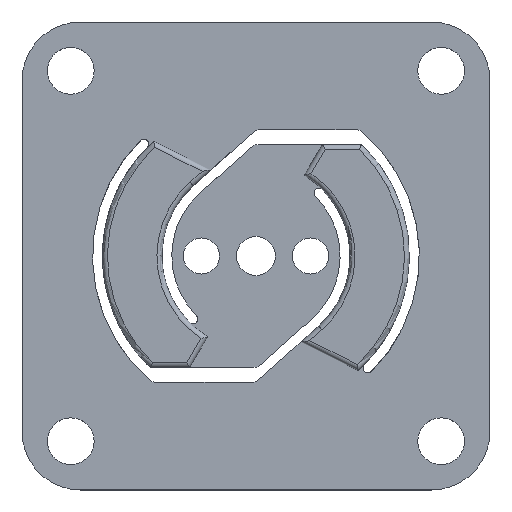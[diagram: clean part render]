
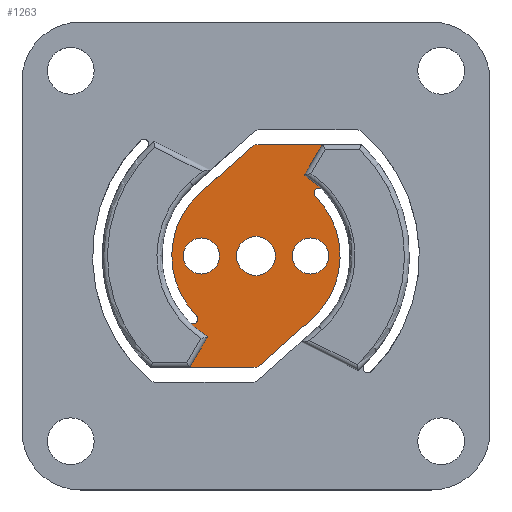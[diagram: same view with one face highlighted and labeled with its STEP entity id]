
A CAD part, top view. The second image highlights one B-rep face of the part: STEP entity #1263.
In plain terms, the highlighted planar face has unit normal (0, 0, 1).
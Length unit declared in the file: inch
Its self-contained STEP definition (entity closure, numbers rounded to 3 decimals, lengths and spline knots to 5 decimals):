
#146=CARTESIAN_POINT('',(-0.0738,0.,0.0125));
#147=VERTEX_POINT('',#146);
#156=CARTESIAN_POINT('',(-0.1468,0.,0.0125));
#157=VERTEX_POINT('',#156);
#158=CARTESIAN_POINT('',(-0.1103,0.,0.0125));
#159=DIRECTION('',(0.0,0.0,-1.0));
#160=DIRECTION('',(1.0,0.0,0.0));
#161=AXIS2_PLACEMENT_3D('',#158,#159,#160);
#162=CIRCLE('',#161,0.0365);
#163=EDGE_CURVE('',#157,#147,#162,.T.);
#188=CARTESIAN_POINT('',(0.0394,0.,0.0125));
#189=VERTEX_POINT('',#188);
#198=CARTESIAN_POINT('',(-0.0396,0.,0.0125));
#199=VERTEX_POINT('',#198);
#200=CARTESIAN_POINT('',(-0.0001,0.,0.0125));
#201=DIRECTION('',(0.0,0.0,-1.0));
#202=DIRECTION('',(1.0,0.0,0.0));
#203=AXIS2_PLACEMENT_3D('',#200,#201,#202);
#204=CIRCLE('',#203,0.0395);
#205=EDGE_CURVE('',#199,#189,#204,.T.);
#230=CARTESIAN_POINT('',(0.1466,0.,0.0125));
#231=VERTEX_POINT('',#230);
#240=CARTESIAN_POINT('',(0.0736,0.,0.0125));
#241=VERTEX_POINT('',#240);
#242=CARTESIAN_POINT('',(0.1101,0.,0.0125));
#243=DIRECTION('',(0.0,0.0,-1.0));
#244=DIRECTION('',(1.0,0.0,0.0));
#245=AXIS2_PLACEMENT_3D('',#242,#243,#244);
#246=CIRCLE('',#245,0.0365);
#247=EDGE_CURVE('',#241,#231,#246,.T.);
#712=CARTESIAN_POINT('',(-0.13445,-0.22505,0.0125));
#713=VERTEX_POINT('',#712);
#720=CARTESIAN_POINT('',(-0.09749,-0.16314,0.0125));
#721=VERTEX_POINT('',#720);
#722=CARTESIAN_POINT('',(-0.09749,-0.16314,0.0125));
#723=DIRECTION('',(-0.513,-0.859,0.0));
#724=VECTOR('',#723,0.0721);
#725=LINE('',#722,#724);
#726=EDGE_CURVE('',#721,#713,#725,.T.);
#751=CARTESIAN_POINT('',(-0.2065,-0.22505,0.0125));
#752=VERTEX_POINT('',#751);
#759=CARTESIAN_POINT('',(-0.13445,-0.22505,0.0125));
#760=DIRECTION('',(-1.0,0.0,0.0));
#761=VECTOR('',#760,0.07205);
#762=LINE('',#759,#761);
#763=EDGE_CURVE('',#713,#752,#762,.T.);
#1088=CARTESIAN_POINT('',(0.,0.,0.0125));
#1089=DIRECTION('',(0.0,0.0,1.0));
#1090=DIRECTION('',(1.0,0.0,0.0));
#1091=AXIS2_PLACEMENT_3D('',#1088,#1089,#1090);
#1092=PLANE('',#1091);
#1093=CARTESIAN_POINT('',(-0.13445,-0.13435,0.0125));
#1094=VERTEX_POINT('',#1093);
#1095=CARTESIAN_POINT('',(-0.0001,0.,0.0125));
#1096=DIRECTION('',(0.0,0.0,1.0));
#1097=DIRECTION('',(-1.0,0.0,0.0));
#1098=AXIS2_PLACEMENT_3D('',#1095,#1096,#1097);
#1099=CIRCLE('',#1098,0.19);
#1100=EDGE_CURVE('',#1094,#721,#1099,.T.);
#1101=ORIENTED_EDGE('',*,*,#1100,.T.);
#1102=ORIENTED_EDGE('',*,*,#726,.T.);
#1103=ORIENTED_EDGE('',*,*,#763,.T.);
#1104=CARTESIAN_POINT('',(-0.20513,-0.22509,0.0125));
#1105=VERTEX_POINT('',#1104);
#1106=CARTESIAN_POINT('',(-0.20513,-0.20509,0.0125));
#1107=DIRECTION('',(0.0,0.0,1.0));
#1108=DIRECTION('',(1.0,0.0,0.0));
#1109=AXIS2_PLACEMENT_3D('',#1106,#1107,#1108);
#1110=CIRCLE('',#1109,0.02);
#1111=EDGE_CURVE('',#752,#1105,#1110,.T.);
#1112=ORIENTED_EDGE('',*,*,#1111,.T.);
#1113=CARTESIAN_POINT('',(-0.00432,-0.22509,0.0125));
#1114=VERTEX_POINT('',#1113);
#1115=CARTESIAN_POINT('',(-0.20513,-0.22509,0.0125));
#1116=DIRECTION('',(1.0,0.0,0.0));
#1117=VECTOR('',#1116,0.20081);
#1118=LINE('',#1115,#1117);
#1119=EDGE_CURVE('',#1105,#1114,#1118,.T.);
#1120=ORIENTED_EDGE('',*,*,#1119,.T.);
#1121=CARTESIAN_POINT('',(0.00902,-0.21999,0.0125));
#1122=VERTEX_POINT('',#1121);
#1123=CARTESIAN_POINT('',(-0.00432,-0.20509,0.0125));
#1124=DIRECTION('',(0.0,0.0,1.0));
#1125=DIRECTION('',(1.0,0.0,0.0));
#1126=AXIS2_PLACEMENT_3D('',#1123,#1124,#1125);
#1127=CIRCLE('',#1126,0.02);
#1128=EDGE_CURVE('',#1114,#1122,#1127,.T.);
#1129=ORIENTED_EDGE('',*,*,#1128,.T.);
#1130=CARTESIAN_POINT('',(0.11328,-0.12667,0.0125));
#1131=VERTEX_POINT('',#1130);
#1132=CARTESIAN_POINT('',(0.00902,-0.21999,0.0125));
#1133=DIRECTION('',(0.745,0.667,0.0));
#1134=VECTOR('',#1133,0.13993);
#1135=LINE('',#1132,#1134);
#1136=EDGE_CURVE('',#1122,#1131,#1135,.T.);
#1137=ORIENTED_EDGE('',*,*,#1136,.T.);
#1138=CARTESIAN_POINT('',(0.12011,0.12021,0.0125));
#1139=VERTEX_POINT('',#1138);
#1140=CARTESIAN_POINT('',(-0.0001,0.,0.0125));
#1141=DIRECTION('',(0.0,0.0,1.0));
#1142=DIRECTION('',(1.0,0.0,0.0));
#1143=AXIS2_PLACEMENT_3D('',#1140,#1141,#1142);
#1144=CIRCLE('',#1143,0.17);
#1145=EDGE_CURVE('',#1131,#1139,#1144,.T.);
#1146=ORIENTED_EDGE('',*,*,#1145,.T.);
#1147=CARTESIAN_POINT('',(0.13425,0.13435,0.0125));
#1148=VERTEX_POINT('',#1147);
#1149=CARTESIAN_POINT('',(0.12718,0.12728,0.0125));
#1150=DIRECTION('',(0.0,0.0,-1.0));
#1151=DIRECTION('',(1.0,0.0,0.0));
#1152=AXIS2_PLACEMENT_3D('',#1149,#1150,#1151);
#1153=CIRCLE('',#1152,0.01);
#1154=EDGE_CURVE('',#1139,#1148,#1153,.T.);
#1155=ORIENTED_EDGE('',*,*,#1154,.T.);
#1156=CARTESIAN_POINT('',(0.09729,0.16314,0.0125));
#1157=VERTEX_POINT('',#1156);
#1158=CARTESIAN_POINT('',(-0.0001,0.,0.0125));
#1159=DIRECTION('',(0.0,0.0,1.0));
#1160=DIRECTION('',(1.0,0.0,0.0));
#1161=AXIS2_PLACEMENT_3D('',#1158,#1159,#1160);
#1162=CIRCLE('',#1161,0.19);
#1163=EDGE_CURVE('',#1148,#1157,#1162,.T.);
#1164=ORIENTED_EDGE('',*,*,#1163,.T.);
#1165=CARTESIAN_POINT('',(0.13425,0.22505,0.0125));
#1166=VERTEX_POINT('',#1165);
#1167=CARTESIAN_POINT('',(0.09729,0.16314,0.0125));
#1168=DIRECTION('',(0.513,0.859,0.0));
#1169=VECTOR('',#1168,0.0721);
#1170=LINE('',#1167,#1169);
#1171=EDGE_CURVE('',#1157,#1166,#1170,.T.);
#1172=ORIENTED_EDGE('',*,*,#1171,.T.);
#1173=CARTESIAN_POINT('',(0.2063,0.22505,0.0125));
#1174=VERTEX_POINT('',#1173);
#1175=CARTESIAN_POINT('',(0.13425,0.22505,0.0125));
#1176=DIRECTION('',(1.0,0.0,0.0));
#1177=VECTOR('',#1176,0.07205);
#1178=LINE('',#1175,#1177);
#1179=EDGE_CURVE('',#1166,#1174,#1178,.T.);
#1180=ORIENTED_EDGE('',*,*,#1179,.T.);
#1181=CARTESIAN_POINT('',(0.20493,0.22509,0.0125));
#1182=VERTEX_POINT('',#1181);
#1183=CARTESIAN_POINT('',(0.20493,0.20509,0.0125));
#1184=DIRECTION('',(0.0,0.0,1.0));
#1185=DIRECTION('',(1.0,0.0,0.0));
#1186=AXIS2_PLACEMENT_3D('',#1183,#1184,#1185);
#1187=CIRCLE('',#1186,0.02);
#1188=EDGE_CURVE('',#1174,#1182,#1187,.T.);
#1189=ORIENTED_EDGE('',*,*,#1188,.T.);
#1190=CARTESIAN_POINT('',(0.00412,0.22509,0.0125));
#1191=VERTEX_POINT('',#1190);
#1192=CARTESIAN_POINT('',(0.20493,0.22509,0.0125));
#1193=DIRECTION('',(-1.0,0.0,0.0));
#1194=VECTOR('',#1193,0.20081);
#1195=LINE('',#1192,#1194);
#1196=EDGE_CURVE('',#1182,#1191,#1195,.T.);
#1197=ORIENTED_EDGE('',*,*,#1196,.T.);
#1198=CARTESIAN_POINT('',(-0.00922,0.21999,0.0125));
#1199=VERTEX_POINT('',#1198);
#1200=CARTESIAN_POINT('',(0.00412,0.20509,0.0125));
#1201=DIRECTION('',(0.0,0.0,1.0));
#1202=DIRECTION('',(1.0,0.0,0.0));
#1203=AXIS2_PLACEMENT_3D('',#1200,#1201,#1202);
#1204=CIRCLE('',#1203,0.02);
#1205=EDGE_CURVE('',#1191,#1199,#1204,.T.);
#1206=ORIENTED_EDGE('',*,*,#1205,.T.);
#1207=CARTESIAN_POINT('',(-0.11348,0.12667,0.0125));
#1208=VERTEX_POINT('',#1207);
#1209=CARTESIAN_POINT('',(-0.00922,0.21999,0.0125));
#1210=DIRECTION('',(-0.745,-0.667,0.0));
#1211=VECTOR('',#1210,0.13993);
#1212=LINE('',#1209,#1211);
#1213=EDGE_CURVE('',#1199,#1208,#1212,.T.);
#1214=ORIENTED_EDGE('',*,*,#1213,.T.);
#1215=CARTESIAN_POINT('',(-0.12031,-0.12021,0.0125));
#1216=VERTEX_POINT('',#1215);
#1217=CARTESIAN_POINT('',(-0.0001,0.,0.0125));
#1218=DIRECTION('',(0.0,0.0,1.0));
#1219=DIRECTION('',(1.0,0.0,0.0));
#1220=AXIS2_PLACEMENT_3D('',#1217,#1218,#1219);
#1221=CIRCLE('',#1220,0.17);
#1222=EDGE_CURVE('',#1208,#1216,#1221,.T.);
#1223=ORIENTED_EDGE('',*,*,#1222,.T.);
#1224=CARTESIAN_POINT('',(-0.12738,-0.12728,0.0125));
#1225=DIRECTION('',(0.0,0.0,-1.0));
#1226=DIRECTION('',(1.0,0.0,0.0));
#1227=AXIS2_PLACEMENT_3D('',#1224,#1225,#1226);
#1228=CIRCLE('',#1227,0.01);
#1229=EDGE_CURVE('',#1216,#1094,#1228,.T.);
#1230=ORIENTED_EDGE('',*,*,#1229,.T.);
#1231=EDGE_LOOP('',(#1101,#1102,#1103,#1112,#1120,#1129,#1137,#1146,#1155,#1164,#1172,#1180,#1189,#1197,#1206,#1214,#1223,#1230));
#1232=FACE_OUTER_BOUND('',#1231,.T.);
#1233=CARTESIAN_POINT('',(0.1101,0.,0.0125));
#1234=DIRECTION('',(0.0,0.0,-1.0));
#1235=DIRECTION('',(1.0,0.0,0.0));
#1236=AXIS2_PLACEMENT_3D('',#1233,#1234,#1235);
#1237=CIRCLE('',#1236,0.0365);
#1238=EDGE_CURVE('',#231,#241,#1237,.T.);
#1239=ORIENTED_EDGE('',*,*,#1238,.T.);
#1240=ORIENTED_EDGE('',*,*,#247,.T.);
#1241=EDGE_LOOP('',(#1239,#1240));
#1242=FACE_BOUND('',#1241,.T.);
#1243=CARTESIAN_POINT('',(-0.0001,0.,0.0125));
#1244=DIRECTION('',(0.0,0.0,-1.0));
#1245=DIRECTION('',(1.0,0.0,0.0));
#1246=AXIS2_PLACEMENT_3D('',#1243,#1244,#1245);
#1247=CIRCLE('',#1246,0.0395);
#1248=EDGE_CURVE('',#189,#199,#1247,.T.);
#1249=ORIENTED_EDGE('',*,*,#1248,.T.);
#1250=ORIENTED_EDGE('',*,*,#205,.T.);
#1251=EDGE_LOOP('',(#1249,#1250));
#1252=FACE_BOUND('',#1251,.T.);
#1253=CARTESIAN_POINT('',(-0.1103,0.,0.0125));
#1254=DIRECTION('',(0.0,0.0,-1.0));
#1255=DIRECTION('',(1.0,0.0,0.0));
#1256=AXIS2_PLACEMENT_3D('',#1253,#1254,#1255);
#1257=CIRCLE('',#1256,0.0365);
#1258=EDGE_CURVE('',#147,#157,#1257,.T.);
#1259=ORIENTED_EDGE('',*,*,#1258,.T.);
#1260=ORIENTED_EDGE('',*,*,#163,.T.);
#1261=EDGE_LOOP('',(#1259,#1260));
#1262=FACE_BOUND('',#1261,.T.);
#1263=ADVANCED_FACE('',(#1232,#1242,#1252,#1262),#1092,.T.);
